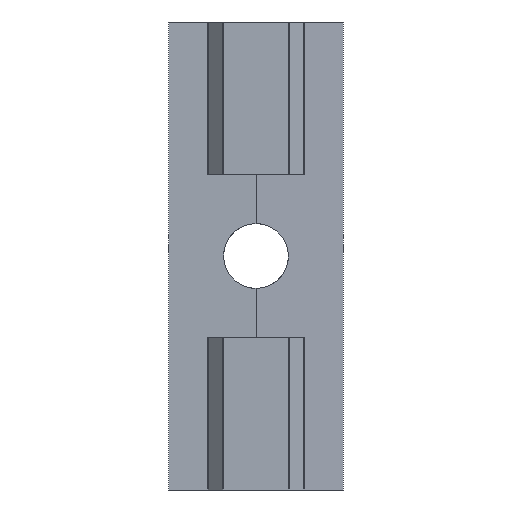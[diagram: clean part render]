
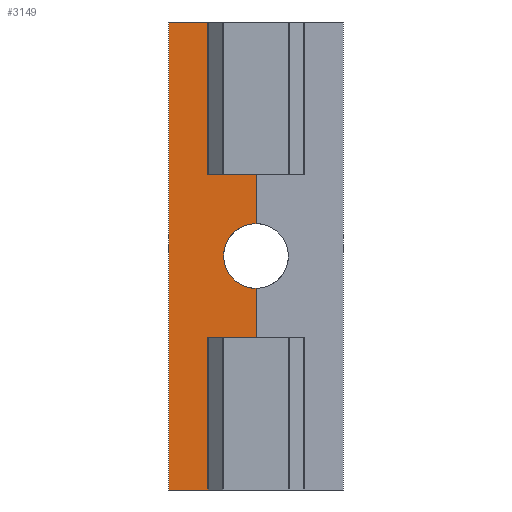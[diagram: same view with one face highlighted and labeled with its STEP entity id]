
A CAD part, front view. The second image highlights one B-rep face of the part: STEP entity #3149.
In plain terms, the highlighted planar face has unit normal (-0.009, -1, 0).
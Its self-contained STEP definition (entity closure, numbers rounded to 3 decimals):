
#16=ELLIPSE('',#3461,4.15,4.15);
#362=FACE_OUTER_BOUND('',#523,.T.);
#523=EDGE_LOOP('',(#2679,#2680,#2681,#2682,#2683,#2684,#2685,#2686,#2687,
#2688));
#555=LINE('',#4447,#884);
#694=LINE('',#4855,#1023);
#828=LINE('',#5249,#1157);
#832=LINE('',#5257,#1161);
#839=LINE('',#5268,#1168);
#844=LINE('',#5284,#1173);
#845=LINE('',#5285,#1174);
#846=LINE('',#5287,#1175);
#847=LINE('',#5288,#1176);
#884=VECTOR('',#3511,1000.);
#1023=VECTOR('',#3910,1000.);
#1157=VECTOR('',#4300,1000.);
#1161=VECTOR('',#4306,1000.);
#1168=VECTOR('',#4315,1000.);
#1173=VECTOR('',#4328,1000.);
#1174=VECTOR('',#4329,1000.);
#1175=VECTOR('',#4330,1000.);
#1176=VECTOR('',#4331,1000.);
#1212=VERTEX_POINT('',#4443);
#1214=VERTEX_POINT('',#4446);
#1352=VERTEX_POINT('',#4853);
#1353=VERTEX_POINT('',#4854);
#1485=VERTEX_POINT('',#5247);
#1488=VERTEX_POINT('',#5256);
#1496=VERTEX_POINT('',#5280);
#1497=VERTEX_POINT('',#5281);
#1498=VERTEX_POINT('',#5283);
#1499=VERTEX_POINT('',#5286);
#1525=EDGE_CURVE('',#1214,#1212,#555,.T.);
#1728=EDGE_CURVE('',#1352,#1353,#694,.T.);
#1926=EDGE_CURVE('',#1485,#1353,#828,.T.);
#1930=EDGE_CURVE('',#1488,#1214,#832,.T.);
#1937=EDGE_CURVE('',#1485,#1488,#839,.T.);
#1943=EDGE_CURVE('',#1496,#1497,#16,.F.);
#1944=EDGE_CURVE('',#1498,#1496,#844,.T.);
#1945=EDGE_CURVE('',#1352,#1498,#845,.T.);
#1946=EDGE_CURVE('',#1212,#1499,#846,.T.);
#1947=EDGE_CURVE('',#1497,#1499,#847,.T.);
#2679=ORIENTED_EDGE('',*,*,#1943,.F.);
#2680=ORIENTED_EDGE('',*,*,#1944,.F.);
#2681=ORIENTED_EDGE('',*,*,#1945,.F.);
#2682=ORIENTED_EDGE('',*,*,#1728,.T.);
#2683=ORIENTED_EDGE('',*,*,#1926,.F.);
#2684=ORIENTED_EDGE('',*,*,#1937,.T.);
#2685=ORIENTED_EDGE('',*,*,#1930,.T.);
#2686=ORIENTED_EDGE('',*,*,#1525,.T.);
#2687=ORIENTED_EDGE('',*,*,#1946,.T.);
#2688=ORIENTED_EDGE('',*,*,#1947,.F.);
#2995=PLANE('',#3460);
#3149=ADVANCED_FACE('',(#362),#2995,.F.);
#3460=AXIS2_PLACEMENT_3D('',#5279,#4324,#4325);
#3461=AXIS2_PLACEMENT_3D('',#5282,#4326,#4327);
#3511=DIRECTION('',(0.,0.,1.));
#3910=DIRECTION('',(0.,0.,1.));
#4300=DIRECTION('',(1.,-0.009,0.));
#4306=DIRECTION('',(1.,-0.009,0.));
#4315=DIRECTION('',(0.,0.,-1.));
#4324=DIRECTION('center_axis',(0.009,1.,0.));
#4325=DIRECTION('ref_axis',(-1.,0.009,0.));
#4326=DIRECTION('center_axis',(0.009,1.,0.));
#4327=DIRECTION('ref_axis',(1.,-0.009,0.));
#4328=DIRECTION('',(0.,0.,-1.));
#4329=DIRECTION('',(1.,-0.009,0.));
#4330=DIRECTION('',(1.,-0.009,0.));
#4331=DIRECTION('',(0.,0.,-1.));
#4443=CARTESIAN_POINT('',(-4.,-1.065,-10.5));
#4446=CARTESIAN_POINT('',(-4.,-1.065,-30.));
#4447=CARTESIAN_POINT('',(-4.,-1.065,30.));
#4853=CARTESIAN_POINT('',(-4.,-1.065,10.5));
#4854=CARTESIAN_POINT('',(-4.,-1.065,30.));
#4855=CARTESIAN_POINT('',(-4.,-1.065,30.));
#5247=CARTESIAN_POINT('',(-11.2,-1.002,30.));
#5249=CARTESIAN_POINT('',(-11.2,-1.002,30.));
#5256=CARTESIAN_POINT('',(-11.2,-1.002,-30.));
#5257=CARTESIAN_POINT('',(-11.2,-1.002,-30.));
#5268=CARTESIAN_POINT('',(-11.2,-1.002,30.));
#5279=CARTESIAN_POINT('Origin',(-11.2,-1.002,30.));
#5280=CARTESIAN_POINT('',(0.,-1.1,4.15));
#5281=CARTESIAN_POINT('',(0.,-1.1,-4.15));
#5282=CARTESIAN_POINT('Origin',(0.,-1.1,0.));
#5283=CARTESIAN_POINT('',(0.,-1.1,10.5));
#5284=CARTESIAN_POINT('',(0.,-1.1,10.5));
#5285=CARTESIAN_POINT('',(-11.2,-1.002,10.5));
#5286=CARTESIAN_POINT('',(0.,-1.1,-10.5));
#5287=CARTESIAN_POINT('',(-11.2,-1.002,-10.5));
#5288=CARTESIAN_POINT('',(0.,-1.1,10.5));
